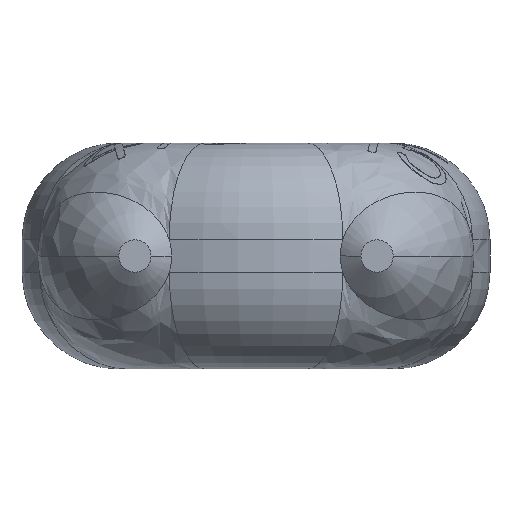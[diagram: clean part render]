
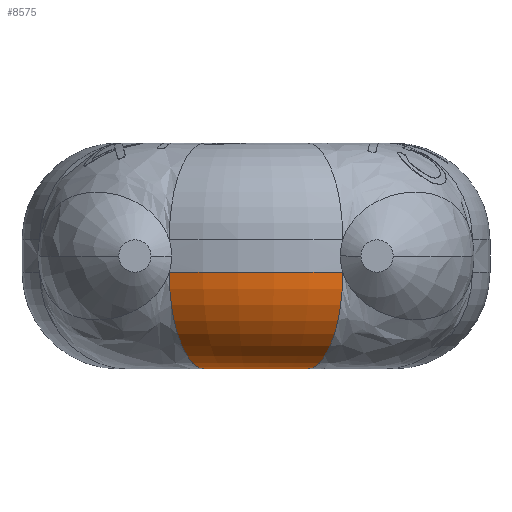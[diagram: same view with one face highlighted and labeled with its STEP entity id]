
A CAD part, front view. The second image highlights one B-rep face of the part: STEP entity #8575.
In plain terms, the highlighted toroidal (fillet/blend) face has major radius 4.25 mm and minor radius 3 mm.
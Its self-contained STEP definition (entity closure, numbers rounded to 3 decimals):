
#117 = DIRECTION ( 'NONE',  ( 1., 0., 0. ) ) ;
#242 = CARTESIAN_POINT ( 'NONE',  ( 1.576, -3.947, -0.5 ) ) ;
#970 = EDGE_CURVE ( 'NONE', #4419, #14081, #16990, .T. ) ;
#1169 = AXIS2_PLACEMENT_3D ( 'NONE', #242, #10771, #1732 ) ;
#1292 = CARTESIAN_POINT ( 'NONE',  ( 0., 0., -3.5 ) ) ;
#1429 = AXIS2_PLACEMENT_3D ( 'NONE', #3306, #17127, #17035 ) ;
#1732 = DIRECTION ( 'NONE',  ( 0.371, -0.929, 0. ) ) ;
#2080 = AXIS2_PLACEMENT_3D ( 'NONE', #10699, #3036, #10793 ) ;
#2128 = CIRCLE ( 'NONE', #1429, 7.25 ) ;
#2620 = FACE_OUTER_BOUND ( 'NONE', #12839, .T. ) ;
#2816 = CARTESIAN_POINT ( 'NONE',  ( -2.688, -6.733, -0.5 ) ) ;
#3036 = DIRECTION ( 'NONE',  ( -0.929, 0.371, 0. ) ) ;
#3306 = CARTESIAN_POINT ( 'NONE',  ( 0., 0., -0.5 ) ) ;
#4419 = VERTEX_POINT ( 'NONE', #7257 ) ;
#5567 = DIRECTION ( 'NONE',  ( 1., 0., 0. ) ) ;
#5568 = TOROIDAL_SURFACE ( 'NONE', #18261, 4.25, 3. ) ;
#5936 = CARTESIAN_POINT ( 'NONE',  ( -1.576, -3.947, -3.5 ) ) ;
#7257 = CARTESIAN_POINT ( 'NONE',  ( 1.576, -3.947, -3.5 ) ) ;
#7679 = ORIENTED_EDGE ( 'NONE', *, *, #11098, .F. ) ;
#8575 = ADVANCED_FACE ( 'NONE', ( #2620 ), #5568, .T. ) ;
#8692 = CARTESIAN_POINT ( 'NONE',  ( 2.688, -6.733, -0.5 ) ) ;
#9175 = DIRECTION ( 'NONE',  ( 0., 0., 1. ) ) ;
#9744 = CIRCLE ( 'NONE', #1169, 3. ) ;
#10108 = VERTEX_POINT ( 'NONE', #2816 ) ;
#10699 = CARTESIAN_POINT ( 'NONE',  ( -1.576, -3.947, -0.5 ) ) ;
#10771 = DIRECTION ( 'NONE',  ( -0.929, -0.371, 0. ) ) ;
#10793 = DIRECTION ( 'NONE',  ( -0.371, -0.929, 0. ) ) ;
#11098 = EDGE_CURVE ( 'NONE', #10108, #18978, #2128, .T. ) ;
#11474 = EDGE_CURVE ( 'NONE', #14081, #10108, #13833, .T. ) ;
#12839 = EDGE_LOOP ( 'NONE', ( #19618, #7679, #13955, #17967 ) ) ;
#13833 = CIRCLE ( 'NONE', #2080, 3. ) ;
#13955 = ORIENTED_EDGE ( 'NONE', *, *, #11474, .F. ) ;
#14081 = VERTEX_POINT ( 'NONE', #5936 ) ;
#15233 = CARTESIAN_POINT ( 'NONE',  ( 0., 0., -0.5 ) ) ;
#16702 = EDGE_CURVE ( 'NONE', #4419, #18978, #9744, .T. ) ;
#16990 = CIRCLE ( 'NONE', #17597, 4.25 ) ;
#17035 = DIRECTION ( 'NONE',  ( 1., 0., 0. ) ) ;
#17127 = DIRECTION ( 'NONE',  ( 0., 0., 1. ) ) ;
#17597 = AXIS2_PLACEMENT_3D ( 'NONE', #1292, #17897, #5567 ) ;
#17897 = DIRECTION ( 'NONE',  ( 0., 0., -1. ) ) ;
#17967 = ORIENTED_EDGE ( 'NONE', *, *, #970, .F. ) ;
#18261 = AXIS2_PLACEMENT_3D ( 'NONE', #15233, #9175, #117 ) ;
#18978 = VERTEX_POINT ( 'NONE', #8692 ) ;
#19618 = ORIENTED_EDGE ( 'NONE', *, *, #16702, .T. ) ;
